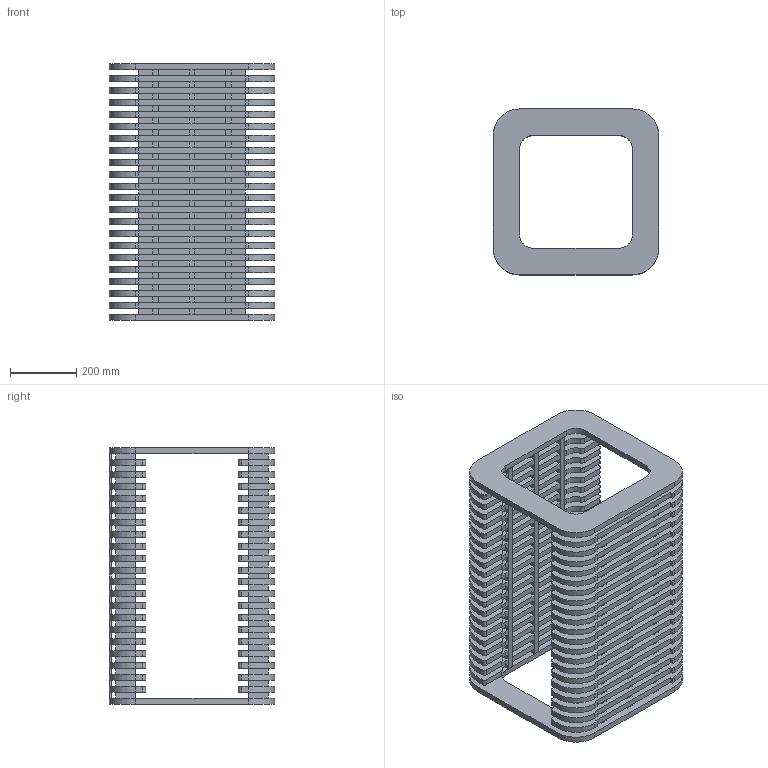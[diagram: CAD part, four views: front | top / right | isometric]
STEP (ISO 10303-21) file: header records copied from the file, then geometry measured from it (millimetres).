
FILE_DESCRIPTION (( 'STEP AP214' ), '1' );
FILE_NAME ('EDUCT08.STEP', '2023-11-13T17:32:22', ( '' ), ( '' ), 'SwSTEP 2.0', 'SolidWorks 2018', '' );
FILE_SCHEMA (( 'AUTOMOTIVE_DESIGN' ));
Length unit declared in the file: millimetre
Products named in the file (5): EDUCT08-P3; EDUCT08-P2; EDUCT08; EDUCT08-GLASS; EDUCT08-P1
Assembly tree (49 placements, depth 2):
  EDUCT08
    EDUCT08-P3  x6
    EDUCT08-P2  x40
    EDUCT08-P1  x2
    EDUCT08-GLASS
Bounding box: 500 x 500 x 774 mm (x, y, z)
Volume: 37897372.2 mm3; surface area: 5932400.7 mm2
Topology: 49 solids, 49 shells, 1838 faces, 5220 edges, 3480 vertices
Faces by surface type: plane 1502, cylinder 336
Entity records: 5100 total; most frequent: CARTESIAN_POINT 864, DIRECTION 822, ORIENTED_EDGE 804, EDGE_CURVE 402, VECTOR 370, LINE 370, VERTEX_POINT 268, AXIS2_PLACEMENT_3D 226
